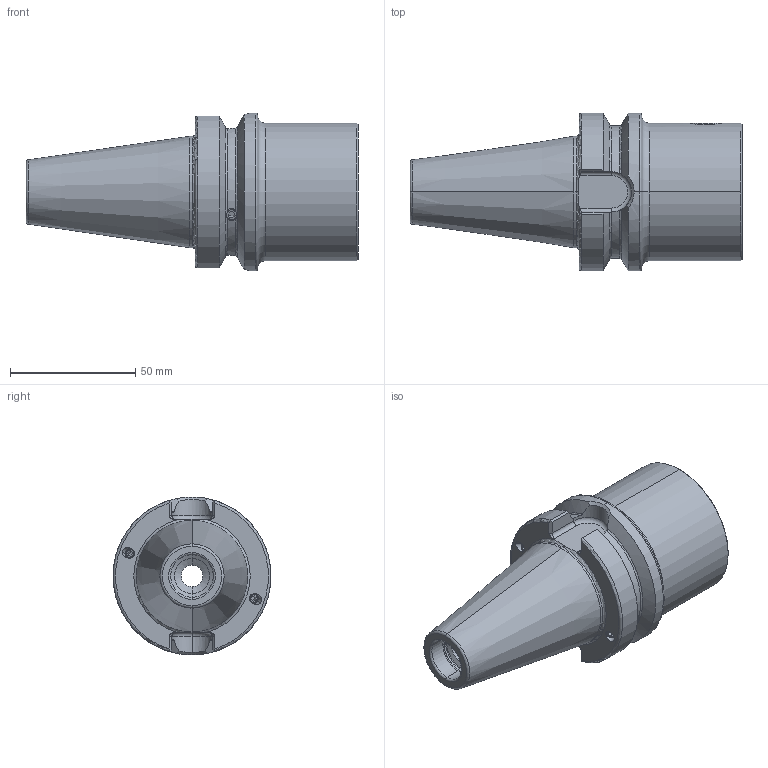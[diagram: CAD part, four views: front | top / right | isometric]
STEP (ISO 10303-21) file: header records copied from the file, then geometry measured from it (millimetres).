
FILE_DESCRIPTION (( 'STEP AP203' ), '1' );
FILE_NAME ('102.412.551.STEP', '2019-01-23T07:34:30', ( 'SWIAdmin' ), ( 'Hewlett-Packard Company' ), 'SwSTEP 2.0', 'SolidWorks 2017', '' );
FILE_SCHEMA (( 'CONFIG_CONTROL_DESIGN' ));
Length unit declared in the file: millimetre
Products named in the file (5): ISO 4026 - M5 x 5_PreviewCfg; 102.412.551; BB4-MB5.K01.067_B; MB5-ER1.001.017_A; ISO 4026 - M4 x 4_PreviewCfg
Assembly tree (5 placements, depth 2):
  102.412.551
    BB4-MB5.K01.067_B
    MB5-ER1.001.017_A
    ISO 4026 - M4 x 4_PreviewCfg  x2
    ISO 4026 - M5 x 5_PreviewCfg
Bounding box: 132.4 x 63 x 63 mm (x, y, z)
Volume: 193646.1 mm3; surface area: 33373.5 mm2
Topology: 5 solids, 5 shells, 221 faces, 525 edges, 317 vertices
Faces by surface type: cylinder 71, plane 69, cone 52, torus 27, bspline 2
Entity records: 7210 total; most frequent: CARTESIAN_POINT 1958, DIRECTION 1010, ORIENTED_EDGE 978, EDGE_CURVE 489, AXIS2_PLACEMENT_3D 400, VERTEX_POINT 297, EDGE_LOOP 218, LINE 210
